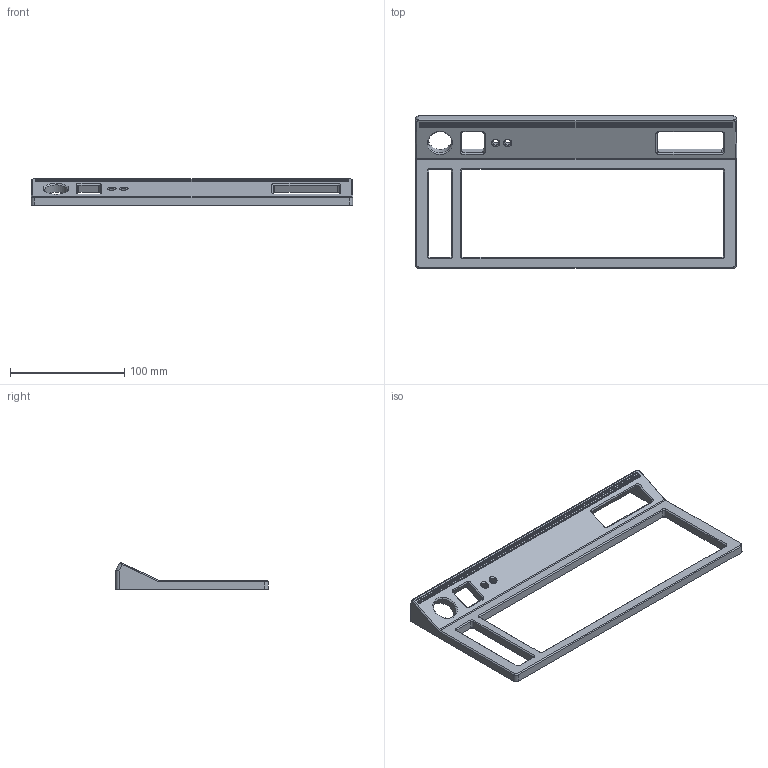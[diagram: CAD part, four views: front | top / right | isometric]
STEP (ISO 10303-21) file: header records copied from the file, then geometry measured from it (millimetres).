
FILE_DESCRIPTION(/* description */ (''),/* implementation_level */ '2;1');
FILE_NAME(/* name */ 'theblvd-top-tht.step',/* time_stamp */ '2022-01-29T07:31:56-08:00',/* author */ (''),/* organization */ (''),/* preprocessor_version */ 'ST-DEVELOPER v18.1',/* originating_system */ 'Autodesk Translation Framework v10.13.0.1454',/* authorisation */ '');
FILE_SCHEMA (('AUTOMOTIVE_DESIGN { 1 0 10303 214 3 1 1 }'));
Length unit declared in the file: millimetre
Products named in the file (1): Ave_Top-Case_Rev1.2-NOTHREADS
Bounding box: 281.18 x 133.41 x 23.58 mm (x, y, z)
Volume: 135338.8 mm3; surface area: 52079.7 mm2
Topology: 1 solids, 1 shells, 166 faces, 367 edges, 227 vertices
Faces by surface type: plane 84, cylinder 55, cone 27
Full cylindrical faces by diameter (mm): 2 x18, 3.29 x1, 5.25 x2, 7 x2, 20.5 x1
Entity records: 4599 total; most frequent: DIRECTION 836, CARTESIAN_POINT 761, ORIENTED_EDGE 734, EDGE_CURVE 367, AXIS2_PLACEMENT_3D 302, LINE 232, VECTOR 232, VERTEX_POINT 227
